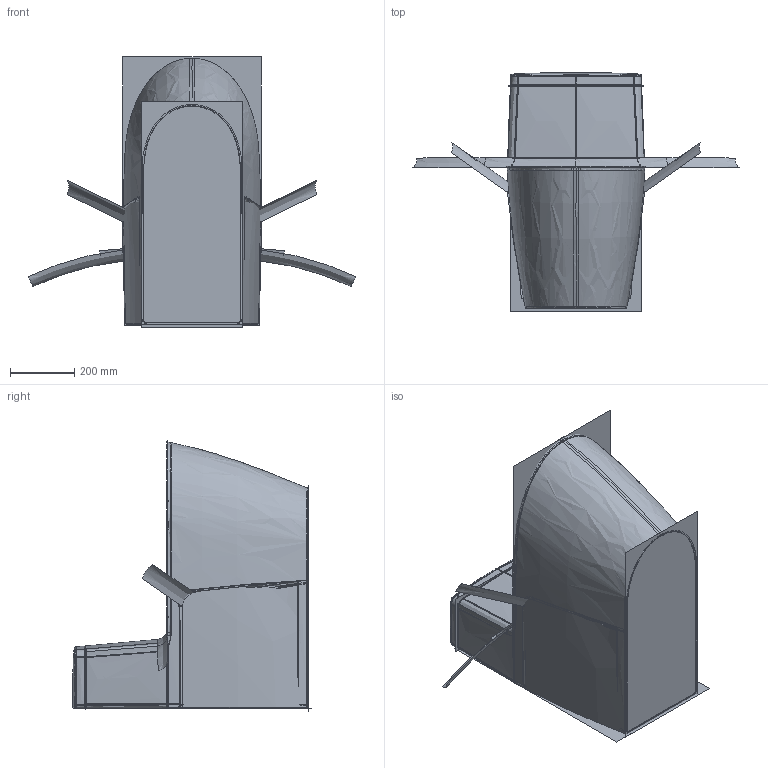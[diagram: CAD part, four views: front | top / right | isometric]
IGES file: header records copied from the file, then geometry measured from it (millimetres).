
Start section:  PTC IGES file: acacie_e_oct_01_2013_.igs
Global section: file name: acacie_e_oct_01_2013_.igs; native system: Creo Parametric by PTC Inc.; preprocessor: 2019224; author: 11049422; organization: Unknown; date: 20210901.094903; units: millimetre
Bounding box: 1017.97 x 740.6 x 839.57 mm (x, y, z)
Surface area: 4679986.6 mm2 (no closed solid volume)
Topology: 0 solids, 0 shells, 364 faces, 4426 edges, 5664 vertices
Faces by surface type: bspline 364
